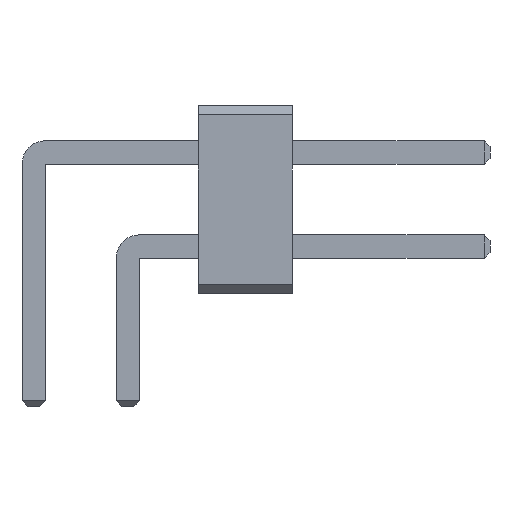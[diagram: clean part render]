
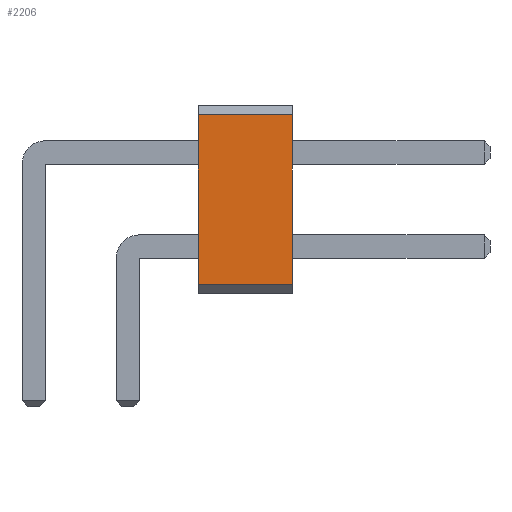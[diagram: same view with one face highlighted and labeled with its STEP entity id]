
A CAD part, front view. The second image highlights one B-rep face of the part: STEP entity #2206.
In plain terms, the highlighted planar face has unit normal (0, -1, 0).
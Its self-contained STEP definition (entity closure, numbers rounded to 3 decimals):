
#13=DIRECTION('',(0.,0.,1.));
#27=VECTOR('',#28,1.);
#28=DIRECTION('',(1.,0.,0.));
#57=DIRECTION('',(0.,-1.,0.));
#2193=VERTEX_POINT('',#2194);
#2194=CARTESIAN_POINT('',(5.5,-75.,0.2));
#2197=EDGE_CURVE('',#2198,#2193,#2200,.T.);
#2198=VERTEX_POINT('',#2199);
#2199=CARTESIAN_POINT('',(3.5,-75.,0.2));
#2200=LINE('',#2199,#27);
#2206=ADVANCED_FACE('',(#2207),#2224,.T.);
#2207=FACE_BOUND('',#2208,.T.);
#2208=EDGE_LOOP('',(#2209,#2210,#2216,#2221));
#2209=ORIENTED_EDGE('',*,*,#2197,.T.);
#2210=ORIENTED_EDGE('',*,*,#2211,.T.);
#2211=EDGE_CURVE('',#2193,#2212,#2214,.T.);
#2212=VERTEX_POINT('',#2213);
#2213=CARTESIAN_POINT('',(5.5,-75.,3.8));
#2214=LINE('',#2194,#2215);
#2215=VECTOR('',#13,1.);
#2216=ORIENTED_EDGE('',*,*,#2217,.F.);
#2217=EDGE_CURVE('',#2218,#2212,#2220,.T.);
#2218=VERTEX_POINT('',#2219);
#2219=CARTESIAN_POINT('',(3.5,-75.,3.8));
#2220=LINE('',#2219,#27);
#2221=ORIENTED_EDGE('',*,*,#2222,.F.);
#2222=EDGE_CURVE('',#2198,#2218,#2223,.T.);
#2223=LINE('',#2199,#2215);
#2224=PLANE('',#2225);
#2225=AXIS2_PLACEMENT_3D('',#2199,#57,#13);
